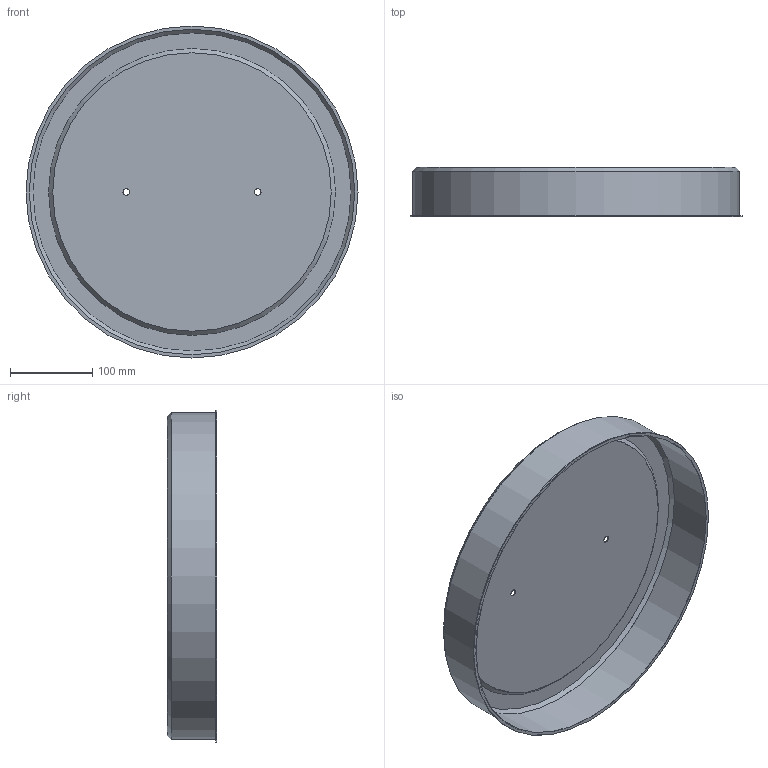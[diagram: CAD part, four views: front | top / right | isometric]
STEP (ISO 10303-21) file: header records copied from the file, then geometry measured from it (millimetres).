
FILE_DESCRIPTION((''),'2;1');
FILE_NAME('HPL-400.stp','2014-06-05T15:14:41',(''),(''),'Autodesk Inventor 2013','Autodesk Inventor 2013','');
FILE_SCHEMA(('AUTOMOTIVE_DESIGN { 1 2 10303 214 0 1 1 1 }'));
Length unit declared in the file: millimetre
Products named in the file (1): HPL-400
Bounding box: 404 x 60 x 404 mm (x, y, z)
Volume: 200478.9 mm3; surface area: 402276.3 mm2
Topology: 1 solids, 1 shells, 15 faces, 27 edges, 18 vertices
Faces by surface type: plane 6, cylinder 5, cone 4
Full cylindrical faces by diameter (mm): 8 x2, 396 x1, 398 x1, 404 x1
Entity records: 370 total; most frequent: DIRECTION 64, CARTESIAN_POINT 48, AXIS2_PLACEMENT_3D 32, ORIENTED_EDGE 32, EDGE_LOOP 32, FACE_BOUND 17, VERTEX_POINT 16, CIRCLE 16
